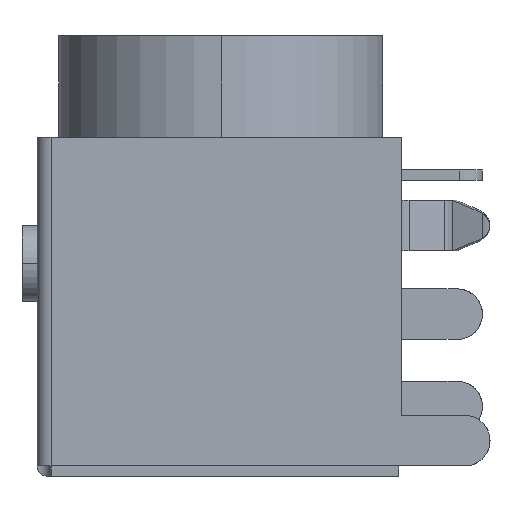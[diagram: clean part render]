
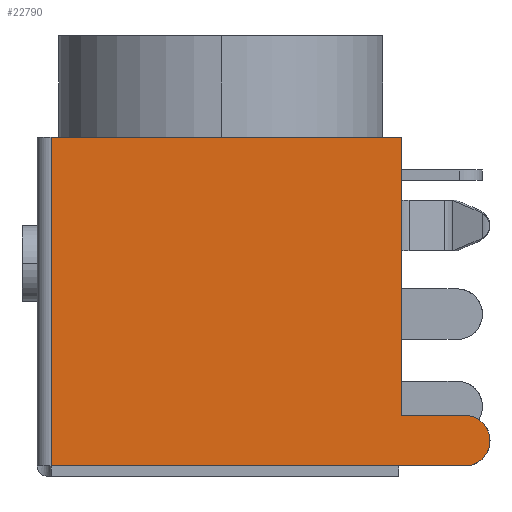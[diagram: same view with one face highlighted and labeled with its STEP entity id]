
A CAD part, left-side view. The second image highlights one B-rep face of the part: STEP entity #22790.
In plain terms, the highlighted free-form (B-spline) face has degree [1, 1] with [2, 2] control points.
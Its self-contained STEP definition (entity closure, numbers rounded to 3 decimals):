
#22599=CARTESIAN_POINT('',(-0.5,13.85,-13.));
#22600=CARTESIAN_POINT('',(-0.5,13.85,-0.01));
#22601=CARTESIAN_POINT('',(-0.5,-3.5,-13.));
#22602=CARTESIAN_POINT('',(-0.5,-3.5,-0.01));
#22603=B_SPLINE_SURFACE_WITH_KNOTS('',1,1,((#22599,#22600),(#22601,#22602)),.UNSPECIFIED.,.F.,.F.,.U.,(2,2),(2,2),(0.,0.994),(0.,1.),.UNSPECIFIED.);
#22604=CARTESIAN_POINT('',(-0.5,13.85,-0.01));
#22605=VERTEX_POINT('',#22604);
#22606=CARTESIAN_POINT('',(-0.5,13.85,-13.));
#22607=VERTEX_POINT('',#22606);
#22608=CARTESIAN_POINT('',(-0.5,13.85,-0.01));
#22609=DIRECTION('',(0.,0.,-1.));
#22610=VECTOR('',#22609,12.99);
#22611=LINE('',#22608,#22610);
#22612=EDGE_CURVE('',#22605,#22607,#22611,.T.);
#22613=ORIENTED_EDGE('',*,*,#22612,.T.);
#22614=CARTESIAN_POINT('',(-0.5,-2.5,-13.));
#22615=VERTEX_POINT('',#22614);
#22616=CARTESIAN_POINT('',(-0.5,13.85,-13.));
#22617=DIRECTION('',(0.,-1.,0.));
#22618=VECTOR('',#22617,16.35);
#22619=LINE('',#22616,#22618);
#22620=EDGE_CURVE('',#22607,#22615,#22619,.T.);
#22621=ORIENTED_EDGE('',*,*,#22620,.T.);
#22622=CARTESIAN_POINT('',(-0.5,-2.695,-12.981));
#22623=VERTEX_POINT('',#22622);
#22624=CARTESIAN_POINT('',(-0.5,-2.5,-13.));
#22625=CARTESIAN_POINT('',(-0.5,-2.598,-13.));
#22626=CARTESIAN_POINT('',(-0.5,-2.695,-12.981));
#22627=B_SPLINE_CURVE_WITH_KNOTS('',2,(#22624,#22625,#22626),.UNSPECIFIED.,.F.,.F.,(3,3),(0.,0.125),.UNSPECIFIED.);
#22628=EDGE_CURVE('',#22615,#22623,#22627,.T.);
#22629=ORIENTED_EDGE('',*,*,#22628,.T.);
#22630=CARTESIAN_POINT('',(-0.5,-2.883,-12.924));
#22631=VERTEX_POINT('',#22630);
#22632=CARTESIAN_POINT('',(-0.5,-2.695,-12.981));
#22633=CARTESIAN_POINT('',(-0.5,-2.792,-12.962));
#22634=CARTESIAN_POINT('',(-0.5,-2.883,-12.924));
#22635=B_SPLINE_CURVE_WITH_KNOTS('',2,(#22632,#22633,#22634),.UNSPECIFIED.,.F.,.F.,(3,3),(0.125,0.25),.UNSPECIFIED.);
#22636=EDGE_CURVE('',#22623,#22631,#22635,.T.);
#22637=ORIENTED_EDGE('',*,*,#22636,.T.);
#22638=CARTESIAN_POINT('',(-0.5,-3.056,-12.831));
#22639=VERTEX_POINT('',#22638);
#22640=CARTESIAN_POINT('',(-0.5,-2.883,-12.924));
#22641=CARTESIAN_POINT('',(-0.5,-2.974,-12.886));
#22642=CARTESIAN_POINT('',(-0.5,-3.056,-12.831));
#22643=B_SPLINE_CURVE_WITH_KNOTS('',2,(#22640,#22641,#22642),.UNSPECIFIED.,.F.,.F.,(3,3),(0.25,0.375),.UNSPECIFIED.);
#22644=EDGE_CURVE('',#22631,#22639,#22643,.T.);
#22645=ORIENTED_EDGE('',*,*,#22644,.T.);
#22646=CARTESIAN_POINT('',(-0.5,-3.207,-12.707));
#22647=VERTEX_POINT('',#22646);
#22648=CARTESIAN_POINT('',(-0.5,-3.056,-12.831));
#22649=CARTESIAN_POINT('',(-0.5,-3.137,-12.777));
#22650=CARTESIAN_POINT('',(-0.5,-3.207,-12.707));
#22651=B_SPLINE_CURVE_WITH_KNOTS('',2,(#22648,#22649,#22650),.UNSPECIFIED.,.F.,.F.,(3,3),(0.375,0.5),.UNSPECIFIED.);
#22652=EDGE_CURVE('',#22639,#22647,#22651,.T.);
#22653=ORIENTED_EDGE('',*,*,#22652,.T.);
#22654=CARTESIAN_POINT('',(-0.5,-3.331,-12.556));
#22655=VERTEX_POINT('',#22654);
#22656=CARTESIAN_POINT('',(-0.5,-3.207,-12.707));
#22657=CARTESIAN_POINT('',(-0.5,-3.277,-12.637));
#22658=CARTESIAN_POINT('',(-0.5,-3.331,-12.556));
#22659=B_SPLINE_CURVE_WITH_KNOTS('',2,(#22656,#22657,#22658),.UNSPECIFIED.,.F.,.F.,(3,3),(0.5,0.625),.UNSPECIFIED.);
#22660=EDGE_CURVE('',#22647,#22655,#22659,.T.);
#22661=ORIENTED_EDGE('',*,*,#22660,.T.);
#22662=CARTESIAN_POINT('',(-0.5,-3.424,-12.383));
#22663=VERTEX_POINT('',#22662);
#22664=CARTESIAN_POINT('',(-0.5,-3.331,-12.556));
#22665=CARTESIAN_POINT('',(-0.5,-3.386,-12.474));
#22666=CARTESIAN_POINT('',(-0.5,-3.424,-12.383));
#22667=B_SPLINE_CURVE_WITH_KNOTS('',2,(#22664,#22665,#22666),.UNSPECIFIED.,.F.,.F.,(3,3),(0.625,0.75),.UNSPECIFIED.);
#22668=EDGE_CURVE('',#22655,#22663,#22667,.T.);
#22669=ORIENTED_EDGE('',*,*,#22668,.T.);
#22670=CARTESIAN_POINT('',(-0.5,-3.481,-12.195));
#22671=VERTEX_POINT('',#22670);
#22672=CARTESIAN_POINT('',(-0.5,-3.424,-12.383));
#22673=CARTESIAN_POINT('',(-0.5,-3.462,-12.292));
#22674=CARTESIAN_POINT('',(-0.5,-3.481,-12.195));
#22675=B_SPLINE_CURVE_WITH_KNOTS('',2,(#22672,#22673,#22674),.UNSPECIFIED.,.F.,.F.,(3,3),(0.75,0.875),.UNSPECIFIED.);
#22676=EDGE_CURVE('',#22663,#22671,#22675,.T.);
#22677=ORIENTED_EDGE('',*,*,#22676,.T.);
#22678=CARTESIAN_POINT('',(-0.5,-3.5,-12.));
#22679=VERTEX_POINT('',#22678);
#22680=CARTESIAN_POINT('',(-0.5,-3.481,-12.195));
#22681=CARTESIAN_POINT('',(-0.5,-3.5,-12.098));
#22682=CARTESIAN_POINT('',(-0.5,-3.5,-12.));
#22683=B_SPLINE_CURVE_WITH_KNOTS('',2,(#22680,#22681,#22682),.UNSPECIFIED.,.F.,.F.,(3,3),(0.875,1.),.UNSPECIFIED.);
#22684=EDGE_CURVE('',#22671,#22679,#22683,.T.);
#22685=ORIENTED_EDGE('',*,*,#22684,.T.);
#22686=CARTESIAN_POINT('',(-0.5,-3.481,-11.805));
#22687=VERTEX_POINT('',#22686);
#22688=CARTESIAN_POINT('',(-0.5,-3.5,-12.));
#22689=CARTESIAN_POINT('',(-0.5,-3.5,-11.902));
#22690=CARTESIAN_POINT('',(-0.5,-3.481,-11.805));
#22691=B_SPLINE_CURVE_WITH_KNOTS('',2,(#22688,#22689,#22690),.UNSPECIFIED.,.F.,.F.,(3,3),(0.,0.125),.UNSPECIFIED.);
#22692=EDGE_CURVE('',#22679,#22687,#22691,.T.);
#22693=ORIENTED_EDGE('',*,*,#22692,.T.);
#22694=CARTESIAN_POINT('',(-0.5,-3.424,-11.617));
#22695=VERTEX_POINT('',#22694);
#22696=CARTESIAN_POINT('',(-0.5,-3.481,-11.805));
#22697=CARTESIAN_POINT('',(-0.5,-3.462,-11.708));
#22698=CARTESIAN_POINT('',(-0.5,-3.424,-11.617));
#22699=B_SPLINE_CURVE_WITH_KNOTS('',2,(#22696,#22697,#22698),.UNSPECIFIED.,.F.,.F.,(3,3),(0.125,0.25),.UNSPECIFIED.);
#22700=EDGE_CURVE('',#22687,#22695,#22699,.T.);
#22701=ORIENTED_EDGE('',*,*,#22700,.T.);
#22702=CARTESIAN_POINT('',(-0.5,-3.331,-11.444));
#22703=VERTEX_POINT('',#22702);
#22704=CARTESIAN_POINT('',(-0.5,-3.424,-11.617));
#22705=CARTESIAN_POINT('',(-0.5,-3.386,-11.526));
#22706=CARTESIAN_POINT('',(-0.5,-3.331,-11.444));
#22707=B_SPLINE_CURVE_WITH_KNOTS('',2,(#22704,#22705,#22706),.UNSPECIFIED.,.F.,.F.,(3,3),(0.25,0.375),.UNSPECIFIED.);
#22708=EDGE_CURVE('',#22695,#22703,#22707,.T.);
#22709=ORIENTED_EDGE('',*,*,#22708,.T.);
#22710=CARTESIAN_POINT('',(-0.5,-3.207,-11.293));
#22711=VERTEX_POINT('',#22710);
#22712=CARTESIAN_POINT('',(-0.5,-3.331,-11.444));
#22713=CARTESIAN_POINT('',(-0.5,-3.277,-11.363));
#22714=CARTESIAN_POINT('',(-0.5,-3.207,-11.293));
#22715=B_SPLINE_CURVE_WITH_KNOTS('',2,(#22712,#22713,#22714),.UNSPECIFIED.,.F.,.F.,(3,3),(0.375,0.5),.UNSPECIFIED.);
#22716=EDGE_CURVE('',#22703,#22711,#22715,.T.);
#22717=ORIENTED_EDGE('',*,*,#22716,.T.);
#22718=CARTESIAN_POINT('',(-0.5,-3.056,-11.169));
#22719=VERTEX_POINT('',#22718);
#22720=CARTESIAN_POINT('',(-0.5,-3.207,-11.293));
#22721=CARTESIAN_POINT('',(-0.5,-3.137,-11.223));
#22722=CARTESIAN_POINT('',(-0.5,-3.056,-11.169));
#22723=B_SPLINE_CURVE_WITH_KNOTS('',2,(#22720,#22721,#22722),.UNSPECIFIED.,.F.,.F.,(3,3),(0.5,0.625),.UNSPECIFIED.);
#22724=EDGE_CURVE('',#22711,#22719,#22723,.T.);
#22725=ORIENTED_EDGE('',*,*,#22724,.T.);
#22726=CARTESIAN_POINT('',(-0.5,-2.883,-11.076));
#22727=VERTEX_POINT('',#22726);
#22728=CARTESIAN_POINT('',(-0.5,-3.056,-11.169));
#22729=CARTESIAN_POINT('',(-0.5,-2.974,-11.114));
#22730=CARTESIAN_POINT('',(-0.5,-2.883,-11.076));
#22731=B_SPLINE_CURVE_WITH_KNOTS('',2,(#22728,#22729,#22730),.UNSPECIFIED.,.F.,.F.,(3,3),(0.625,0.75),.UNSPECIFIED.);
#22732=EDGE_CURVE('',#22719,#22727,#22731,.T.);
#22733=ORIENTED_EDGE('',*,*,#22732,.T.);
#22734=CARTESIAN_POINT('',(-0.5,-2.695,-11.019));
#22735=VERTEX_POINT('',#22734);
#22736=CARTESIAN_POINT('',(-0.5,-2.883,-11.076));
#22737=CARTESIAN_POINT('',(-0.5,-2.792,-11.038));
#22738=CARTESIAN_POINT('',(-0.5,-2.695,-11.019));
#22739=B_SPLINE_CURVE_WITH_KNOTS('',2,(#22736,#22737,#22738),.UNSPECIFIED.,.F.,.F.,(3,3),(0.75,0.875),.UNSPECIFIED.);
#22740=EDGE_CURVE('',#22727,#22735,#22739,.T.);
#22741=ORIENTED_EDGE('',*,*,#22740,.T.);
#22742=CARTESIAN_POINT('',(-0.5,-2.5,-11.));
#22743=VERTEX_POINT('',#22742);
#22744=CARTESIAN_POINT('',(-0.5,-2.695,-11.019));
#22745=CARTESIAN_POINT('',(-0.5,-2.598,-11.));
#22746=CARTESIAN_POINT('',(-0.5,-2.5,-11.));
#22747=B_SPLINE_CURVE_WITH_KNOTS('',2,(#22744,#22745,#22746),.UNSPECIFIED.,.F.,.F.,(3,3),(0.875,1.),.UNSPECIFIED.);
#22748=EDGE_CURVE('',#22735,#22743,#22747,.T.);
#22749=ORIENTED_EDGE('',*,*,#22748,.T.);
#22750=CARTESIAN_POINT('',(-0.5,0.001,-11.));
#22751=VERTEX_POINT('',#22750);
#22752=CARTESIAN_POINT('',(-0.5,-2.5,-11.));
#22753=DIRECTION('',(0.,1.,0.));
#22754=VECTOR('',#22753,2.501);
#22755=LINE('',#22752,#22754);
#22756=EDGE_CURVE('',#22743,#22751,#22755,.T.);
#22757=ORIENTED_EDGE('',*,*,#22756,.T.);
#22758=CARTESIAN_POINT('',(-0.5,0.001,-4.5));
#22759=VERTEX_POINT('',#22758);
#22760=CARTESIAN_POINT('',(-0.5,0.001,-11.));
#22761=DIRECTION('',(0.,0.,1.));
#22762=VECTOR('',#22761,6.5);
#22763=LINE('',#22760,#22762);
#22764=EDGE_CURVE('',#22751,#22759,#22763,.T.);
#22765=ORIENTED_EDGE('',*,*,#22764,.T.);
#22766=CARTESIAN_POINT('',(-0.5,0.001,-2.5));
#22767=VERTEX_POINT('',#22766);
#22768=CARTESIAN_POINT('',(-0.5,0.001,-4.5));
#22769=DIRECTION('',(0.,0.,1.));
#22770=VECTOR('',#22769,2.);
#22771=LINE('',#22768,#22770);
#22772=EDGE_CURVE('',#22759,#22767,#22771,.T.);
#22773=ORIENTED_EDGE('',*,*,#22772,.T.);
#22774=CARTESIAN_POINT('',(-0.5,0.001,-0.01));
#22775=VERTEX_POINT('',#22774);
#22776=CARTESIAN_POINT('',(-0.5,0.001,-2.5));
#22777=DIRECTION('',(0.,0.,1.));
#22778=VECTOR('',#22777,2.49);
#22779=LINE('',#22776,#22778);
#22780=EDGE_CURVE('',#22767,#22775,#22779,.T.);
#22781=ORIENTED_EDGE('',*,*,#22780,.T.);
#22782=CARTESIAN_POINT('',(-0.5,0.001,-0.01));
#22783=DIRECTION('',(0.,1.,0.));
#22784=VECTOR('',#22783,13.849);
#22785=LINE('',#22782,#22784);
#22786=EDGE_CURVE('',#22775,#22605,#22785,.T.);
#22787=ORIENTED_EDGE('',*,*,#22786,.T.);
#22788=EDGE_LOOP('',(#22613,#22621,#22629,#22637,#22645,#22653,#22661,#22669,#22677,#22685,#22693,#22701,#22709,#22717,#22725,#22733,#22741,#22749,#22757,#22765,#22773,#22781,#22787));
#22789=FACE_BOUND('',#22788,.T.);
#22790=ADVANCED_FACE('',(#22789),#22603,.T.);
